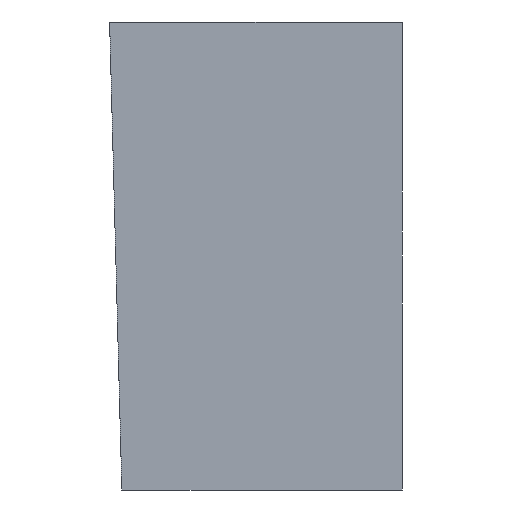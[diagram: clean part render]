
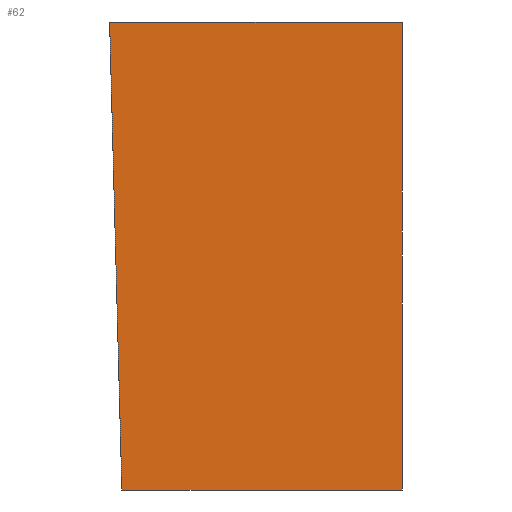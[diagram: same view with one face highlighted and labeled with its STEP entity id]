
A CAD part, left-side view. The second image highlights one B-rep face of the part: STEP entity #62.
In plain terms, the highlighted planar face has unit normal (-1, 0, 0).
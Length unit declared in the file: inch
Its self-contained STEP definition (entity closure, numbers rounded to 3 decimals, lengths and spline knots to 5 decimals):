
#24 = EDGE_CURVE ( 'NONE', #344, #286, #112, .T. ) ;
#34 = EDGE_CURVE ( 'NONE', #286, #353, #169, .T. ) ;
#44 = EDGE_CURVE ( 'NONE', #344, #299, #173, .T. ) ;
#45 = AXIS2_PLACEMENT_3D ( 'NONE', #230, #296, #231 ) ;
#49 = EDGE_CURVE ( 'NONE', #299, #353, #170, .T. ) ;
#62 = ADVANCED_FACE ( 'NONE', ( #118 ), #233, .T. ) ;
#100 = VECTOR ( 'NONE', #324, 39.37008 ) ;
#112 = LINE ( 'NONE', #329, #210 ) ;
#118 = FACE_OUTER_BOUND ( 'NONE', #158, .T. ) ;
#121 = ORIENTED_EDGE ( 'NONE', *, *, #34, .F. ) ;
#138 = VECTOR ( 'NONE', #275, 39.37008 ) ;
#155 = ORIENTED_EDGE ( 'NONE', *, *, #49, .T. ) ;
#158 = EDGE_LOOP ( 'NONE', ( #155, #121, #194, #162 ) ) ;
#162 = ORIENTED_EDGE ( 'NONE', *, *, #44, .T. ) ;
#163 = VECTOR ( 'NONE', #340, 39.37008 ) ;
#169 = LINE ( 'NONE', #343, #163 ) ;
#170 = LINE ( 'NONE', #246, #100 ) ;
#173 = LINE ( 'NONE', #244, #138 ) ;
#194 = ORIENTED_EDGE ( 'NONE', *, *, #24, .F. ) ;
#210 = VECTOR ( 'NONE', #328, 39.37008 ) ;
#230 = CARTESIAN_POINT ( 'NONE',  ( -0.785, 0., -0.787 ) ) ;
#231 = DIRECTION ( 'NONE',  ( 0., 0., 1. ) ) ;
#233 = PLANE ( 'NONE',  #45 ) ;
#244 = CARTESIAN_POINT ( 'NONE',  ( -0.785, 0., -0.787 ) ) ;
#246 = CARTESIAN_POINT ( 'NONE',  ( -0.785, 0.3937, -2.40561 ) ) ;
#247 = CARTESIAN_POINT ( 'NONE',  ( -0.785, 0.886, 0. ) ) ;
#263 = CARTESIAN_POINT ( 'NONE',  ( -0.785, 0.3937, 0. ) ) ;
#275 = DIRECTION ( 'NONE',  ( 0., -1., 0. ) ) ;
#286 = VERTEX_POINT ( 'NONE', #247 ) ;
#296 = DIRECTION ( 'NONE',  ( -1., 0., 0. ) ) ;
#299 = VERTEX_POINT ( 'NONE', #346 ) ;
#324 = DIRECTION ( 'NONE',  ( 0., 0., 1. ) ) ;
#328 = DIRECTION ( 'NONE',  ( 0., 0.026, 1. ) ) ;
#329 = CARTESIAN_POINT ( 'NONE',  ( -0.785, 0.8648, -0.80965 ) ) ;
#340 = DIRECTION ( 'NONE',  ( 0., -1., 0. ) ) ;
#343 = CARTESIAN_POINT ( 'NONE',  ( -0.785, 0., 0. ) ) ;
#344 = VERTEX_POINT ( 'NONE', #375 ) ;
#346 = CARTESIAN_POINT ( 'NONE',  ( -0.785, 0.3937, -0.787 ) ) ;
#353 = VERTEX_POINT ( 'NONE', #263 ) ;
#375 = CARTESIAN_POINT ( 'NONE',  ( -0.785, 0.86539, -0.787 ) ) ;
